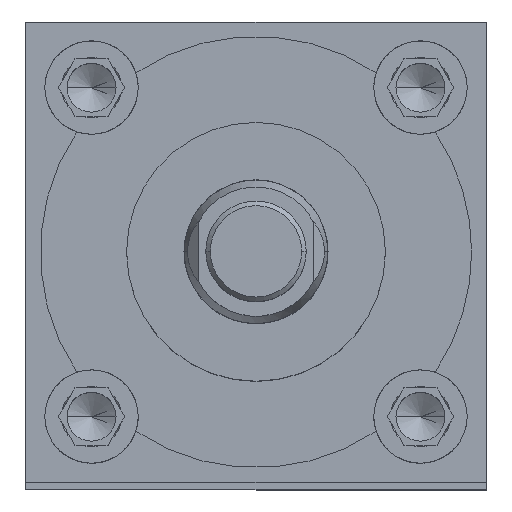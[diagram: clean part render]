
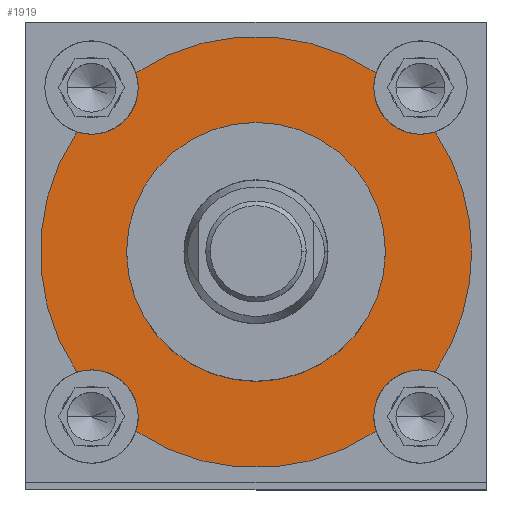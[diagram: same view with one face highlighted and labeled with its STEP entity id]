
A CAD part, top view. The second image highlights one B-rep face of the part: STEP entity #1919.
In plain terms, the highlighted planar face has unit normal (0, 0, 1).
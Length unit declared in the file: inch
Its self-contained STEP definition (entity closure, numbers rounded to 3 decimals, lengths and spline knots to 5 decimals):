
#39 = CARTESIAN_POINT ( 'NONE',  ( 0.512, 0.715, 19.62 ) ) ;
#56 = EDGE_CURVE ( 'NONE', #5108, #3684, #7236, .T. ) ;
#74 = AXIS2_PLACEMENT_3D ( 'NONE', #4270, #3233, #1973 ) ;
#93 = DIRECTION ( 'NONE',  ( 1., 0., 0. ) ) ;
#94 = EDGE_CURVE ( 'NONE', #3447, #140, #152, .T. ) ;
#140 = VERTEX_POINT ( 'NONE', #6318 ) ;
#152 = CIRCLE ( 'NONE', #3602, 0.9375 ) ;
#190 = CARTESIAN_POINT ( 'NONE',  ( -0.5625, 0., 19.62 ) ) ;
#206 = DIRECTION ( 'NONE',  ( 1., 0., 0. ) ) ;
#274 = CIRCLE ( 'NONE', #521, 0.203 ) ;
#297 = DIRECTION ( 'NONE',  ( 1., 0., 0. ) ) ;
#328 = ORIENTED_EDGE ( 'NONE', *, *, #3226, .F. ) ;
#444 = ORIENTED_EDGE ( 'NONE', *, *, #3429, .F. ) ;
#521 = AXIS2_PLACEMENT_3D ( 'NONE', #1940, #4205, #297 ) ;
#551 = AXIS2_PLACEMENT_3D ( 'NONE', #1667, #5577, #1136 ) ;
#555 = EDGE_CURVE ( 'NONE', #4296, #2525, #3517, .T. ) ;
#597 = DIRECTION ( 'NONE',  ( 1., 0., 0. ) ) ;
#633 = CARTESIAN_POINT ( 'NONE',  ( 0., 0., 19.62 ) ) ;
#651 = FACE_BOUND ( 'NONE', #2276, .T. ) ;
#958 = EDGE_CURVE ( 'NONE', #3766, #2373, #3876, .T. ) ;
#1044 = EDGE_CURVE ( 'NONE', #3213, #2525, #2299, .T. ) ;
#1124 = CIRCLE ( 'NONE', #6315, 0.9375 ) ;
#1136 = DIRECTION ( 'NONE',  ( 1., 0., 0. ) ) ;
#1275 = DIRECTION ( 'NONE',  ( 0., 0., 1. ) ) ;
#1385 = CIRCLE ( 'NONE', #74, 0.9375 ) ;
#1491 = CARTESIAN_POINT ( 'NONE',  ( 0., 0., 19.62 ) ) ;
#1552 = AXIS2_PLACEMENT_3D ( 'NONE', #6305, #4484, #6164 ) ;
#1655 = CARTESIAN_POINT ( 'NONE',  ( 0.77859, -0.52222, 19.62 ) ) ;
#1667 = CARTESIAN_POINT ( 'NONE',  ( 0., 0., 19.62 ) ) ;
#1676 = CARTESIAN_POINT ( 'NONE',  ( -0.77859, 0.52222, 19.62 ) ) ;
#1901 = DIRECTION ( 'NONE',  ( 1., 0., 0. ) ) ;
#1919 = ADVANCED_FACE ( 'NONE', ( #6713, #651 ), #6817, .T. ) ;
#1922 = EDGE_CURVE ( 'NONE', #5357, #6026, #2376, .T. ) ;
#1931 = ORIENTED_EDGE ( 'NONE', *, *, #94, .T. ) ;
#1940 = CARTESIAN_POINT ( 'NONE',  ( -0.715, 0.715, 19.62 ) ) ;
#1973 = DIRECTION ( 'NONE',  ( 1., 0., 0. ) ) ;
#2011 = CIRCLE ( 'NONE', #2134, 0.203 ) ;
#2134 = AXIS2_PLACEMENT_3D ( 'NONE', #4725, #2799, #4505 ) ;
#2159 = DIRECTION ( 'NONE',  ( 0., 0., 1. ) ) ;
#2243 = CARTESIAN_POINT ( 'NONE',  ( 0.77859, 0.52222, 19.62 ) ) ;
#2276 = EDGE_LOOP ( 'NONE', ( #328, #444 ) ) ;
#2299 = CIRCLE ( 'NONE', #3858, 0.203 ) ;
#2365 = CARTESIAN_POINT ( 'NONE',  ( 0., 0., 19.62 ) ) ;
#2373 = VERTEX_POINT ( 'NONE', #5296 ) ;
#2376 = CIRCLE ( 'NONE', #1552, 0.203 ) ;
#2383 = ORIENTED_EDGE ( 'NONE', *, *, #5094, .F. ) ;
#2480 = AXIS2_PLACEMENT_3D ( 'NONE', #1491, #2159, #3768 ) ;
#2525 = VERTEX_POINT ( 'NONE', #2243 ) ;
#2782 = AXIS2_PLACEMENT_3D ( 'NONE', #3384, #3810, #6044 ) ;
#2799 = DIRECTION ( 'NONE',  ( 0., 0., 1. ) ) ;
#2879 = ORIENTED_EDGE ( 'NONE', *, *, #958, .F. ) ;
#2897 = DIRECTION ( 'NONE',  ( 1., 0., 0. ) ) ;
#2997 = CARTESIAN_POINT ( 'NONE',  ( 0.52222, -0.77859, 19.62 ) ) ;
#3011 = DIRECTION ( 'NONE',  ( 0., 0., 1. ) ) ;
#3029 = CARTESIAN_POINT ( 'NONE',  ( 0., 0., 19.62 ) ) ;
#3073 = CARTESIAN_POINT ( 'NONE',  ( -0.52222, -0.77859, 19.62 ) ) ;
#3086 = AXIS2_PLACEMENT_3D ( 'NONE', #2365, #6851, #4069 ) ;
#3144 = CARTESIAN_POINT ( 'NONE',  ( 0.512, -0.715, 19.62 ) ) ;
#3196 = DIRECTION ( 'NONE',  ( 0., 0., 1. ) ) ;
#3213 = VERTEX_POINT ( 'NONE', #39 ) ;
#3226 = EDGE_CURVE ( 'NONE', #7056, #5815, #3478, .T. ) ;
#3233 = DIRECTION ( 'NONE',  ( 0., 0., 1. ) ) ;
#3275 = EDGE_CURVE ( 'NONE', #6026, #140, #274, .T. ) ;
#3281 = CIRCLE ( 'NONE', #3520, 0.9375 ) ;
#3384 = CARTESIAN_POINT ( 'NONE',  ( -0.715, -0.715, 19.62 ) ) ;
#3428 = CIRCLE ( 'NONE', #6248, 0.203 ) ;
#3429 = EDGE_CURVE ( 'NONE', #5815, #7056, #5659, .T. ) ;
#3440 = ORIENTED_EDGE ( 'NONE', *, *, #7143, .T. ) ;
#3447 = VERTEX_POINT ( 'NONE', #6649 ) ;
#3478 = CIRCLE ( 'NONE', #5259, 0.5625 ) ;
#3517 = CIRCLE ( 'NONE', #551, 0.9375 ) ;
#3520 = AXIS2_PLACEMENT_3D ( 'NONE', #633, #4529, #2897 ) ;
#3547 = CARTESIAN_POINT ( 'NONE',  ( 0., 0., 19.62 ) ) ;
#3577 = DIRECTION ( 'NONE',  ( 0., 0., 1. ) ) ;
#3585 = DIRECTION ( 'NONE',  ( 0., 0., 1. ) ) ;
#3602 = AXIS2_PLACEMENT_3D ( 'NONE', #3029, #3585, #5289 ) ;
#3645 = ORIENTED_EDGE ( 'NONE', *, *, #56, .F. ) ;
#3684 = VERTEX_POINT ( 'NONE', #3144 ) ;
#3766 = VERTEX_POINT ( 'NONE', #3073 ) ;
#3768 = DIRECTION ( 'NONE',  ( 1., 0., 0. ) ) ;
#3810 = DIRECTION ( 'NONE',  ( 0., 0., 1. ) ) ;
#3858 = AXIS2_PLACEMENT_3D ( 'NONE', #3980, #3011, #597 ) ;
#3876 = CIRCLE ( 'NONE', #2782, 0.203 ) ;
#3965 = EDGE_CURVE ( 'NONE', #5108, #4296, #1124, .T. ) ;
#3980 = CARTESIAN_POINT ( 'NONE',  ( 0.715, 0.715, 19.62 ) ) ;
#4001 = CARTESIAN_POINT ( 'NONE',  ( -0.512, 0.715, 19.62 ) ) ;
#4069 = DIRECTION ( 'NONE',  ( 1., 0., 0. ) ) ;
#4205 = DIRECTION ( 'NONE',  ( 0., 0., 1. ) ) ;
#4242 = CARTESIAN_POINT ( 'NONE',  ( 0., 0., 19.62 ) ) ;
#4270 = CARTESIAN_POINT ( 'NONE',  ( 0., 0., 19.62 ) ) ;
#4296 = VERTEX_POINT ( 'NONE', #5150 ) ;
#4405 = CARTESIAN_POINT ( 'NONE',  ( 0.5625, 0., 19.62 ) ) ;
#4444 = VERTEX_POINT ( 'NONE', #2997 ) ;
#4484 = DIRECTION ( 'NONE',  ( 0., 0., 1. ) ) ;
#4505 = DIRECTION ( 'NONE',  ( 1., 0., 0. ) ) ;
#4529 = DIRECTION ( 'NONE',  ( 0., 0., 1. ) ) ;
#4601 = ORIENTED_EDGE ( 'NONE', *, *, #555, .T. ) ;
#4725 = CARTESIAN_POINT ( 'NONE',  ( -0.715, -0.715, 19.62 ) ) ;
#4860 = EDGE_LOOP ( 'NONE', ( #3645, #5686, #4601, #5513, #5176, #1931, #7174, #5450, #5669, #2383, #2879, #3440, #7206 ) ) ;
#5094 = EDGE_CURVE ( 'NONE', #2373, #5266, #2011, .T. ) ;
#5108 = VERTEX_POINT ( 'NONE', #1655 ) ;
#5145 = DIRECTION ( 'NONE',  ( 0., 0., 1. ) ) ;
#5150 = CARTESIAN_POINT ( 'NONE',  ( 0.9375, 0., 19.62 ) ) ;
#5176 = ORIENTED_EDGE ( 'NONE', *, *, #6072, .F. ) ;
#5259 = AXIS2_PLACEMENT_3D ( 'NONE', #4242, #3577, #6992 ) ;
#5266 = VERTEX_POINT ( 'NONE', #6536 ) ;
#5289 = DIRECTION ( 'NONE',  ( 1., 0., 0. ) ) ;
#5296 = CARTESIAN_POINT ( 'NONE',  ( -0.512, -0.715, 19.62 ) ) ;
#5356 = EDGE_CURVE ( 'NONE', #3684, #4444, #7204, .T. ) ;
#5357 = VERTEX_POINT ( 'NONE', #1676 ) ;
#5450 = ORIENTED_EDGE ( 'NONE', *, *, #1922, .F. ) ;
#5513 = ORIENTED_EDGE ( 'NONE', *, *, #1044, .F. ) ;
#5577 = DIRECTION ( 'NONE',  ( 0., 0., 1. ) ) ;
#5659 = CIRCLE ( 'NONE', #2480, 0.5625 ) ;
#5669 = ORIENTED_EDGE ( 'NONE', *, *, #6963, .T. ) ;
#5686 = ORIENTED_EDGE ( 'NONE', *, *, #3965, .T. ) ;
#5815 = VERTEX_POINT ( 'NONE', #4405 ) ;
#5955 = CARTESIAN_POINT ( 'NONE',  ( 0.715, -0.715, 19.62 ) ) ;
#6026 = VERTEX_POINT ( 'NONE', #4001 ) ;
#6044 = DIRECTION ( 'NONE',  ( 1., 0., 0. ) ) ;
#6072 = EDGE_CURVE ( 'NONE', #3447, #3213, #3428, .T. ) ;
#6164 = DIRECTION ( 'NONE',  ( 1., 0., 0. ) ) ;
#6248 = AXIS2_PLACEMENT_3D ( 'NONE', #6886, #5145, #93 ) ;
#6300 = CARTESIAN_POINT ( 'NONE',  ( 0.715, -0.715, 19.62 ) ) ;
#6305 = CARTESIAN_POINT ( 'NONE',  ( -0.715, 0.715, 19.62 ) ) ;
#6315 = AXIS2_PLACEMENT_3D ( 'NONE', #3547, #1275, #6376 ) ;
#6318 = CARTESIAN_POINT ( 'NONE',  ( -0.52222, 0.77859, 19.62 ) ) ;
#6376 = DIRECTION ( 'NONE',  ( 1., 0., 0. ) ) ;
#6528 = AXIS2_PLACEMENT_3D ( 'NONE', #6300, #6926, #206 ) ;
#6536 = CARTESIAN_POINT ( 'NONE',  ( -0.77859, -0.52222, 19.62 ) ) ;
#6649 = CARTESIAN_POINT ( 'NONE',  ( 0.52222, 0.77859, 19.62 ) ) ;
#6713 = FACE_OUTER_BOUND ( 'NONE', #4860, .T. ) ;
#6726 = AXIS2_PLACEMENT_3D ( 'NONE', #5955, #3196, #1901 ) ;
#6817 = PLANE ( 'NONE',  #3086 ) ;
#6851 = DIRECTION ( 'NONE',  ( 0., 0., 1. ) ) ;
#6886 = CARTESIAN_POINT ( 'NONE',  ( 0.715, 0.715, 19.62 ) ) ;
#6926 = DIRECTION ( 'NONE',  ( 0., 0., 1. ) ) ;
#6963 = EDGE_CURVE ( 'NONE', #5357, #5266, #3281, .T. ) ;
#6992 = DIRECTION ( 'NONE',  ( 1., 0., 0. ) ) ;
#7056 = VERTEX_POINT ( 'NONE', #190 ) ;
#7143 = EDGE_CURVE ( 'NONE', #3766, #4444, #1385, .T. ) ;
#7174 = ORIENTED_EDGE ( 'NONE', *, *, #3275, .F. ) ;
#7204 = CIRCLE ( 'NONE', #6726, 0.203 ) ;
#7206 = ORIENTED_EDGE ( 'NONE', *, *, #5356, .F. ) ;
#7236 = CIRCLE ( 'NONE', #6528, 0.203 ) ;
